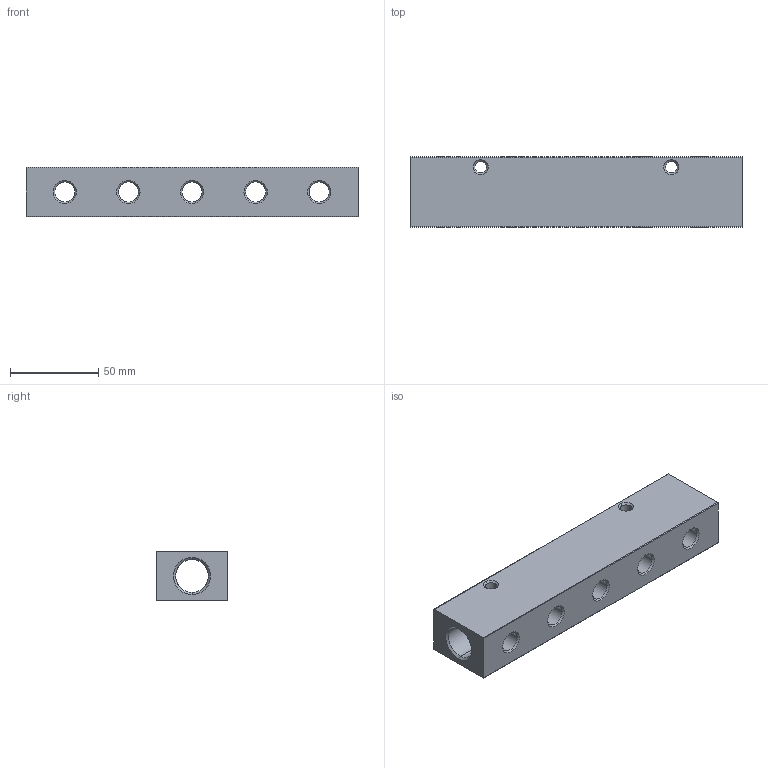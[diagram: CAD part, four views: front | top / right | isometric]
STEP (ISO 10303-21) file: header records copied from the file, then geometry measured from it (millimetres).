
FILE_DESCRIPTION(('STEP AP214'),'1');
FILE_NAME('3313_13_21_05.stp','2016-07-07T14:26:20',('TraceParts'),('TraceParts S.A.'),'Spatial InterOp 3D',' ',' ');
FILE_SCHEMA(('automotive_design'));
Length unit declared in the file: millimetre
Products named in the file (1): Solide1
Bounding box: 188 x 40 x 28 mm (x, y, z)
Volume: 145698.3 mm3; surface area: 40960.3 mm2
Topology: 1 solids, 1 shells, 68 faces, 208 edges, 142 vertices
Faces by surface type: cone 32, cylinder 30, plane 6
Entity records: 3336 total; most frequent: CARTESIAN_POINT 769, DIRECTION 440, ORIENTED_EDGE 416, EDGE_CURVE 208, AXIS2_PLACEMENT_3D 183, VERTEX_POINT 142, CIRCLE 114, EDGE_LOOP 94
